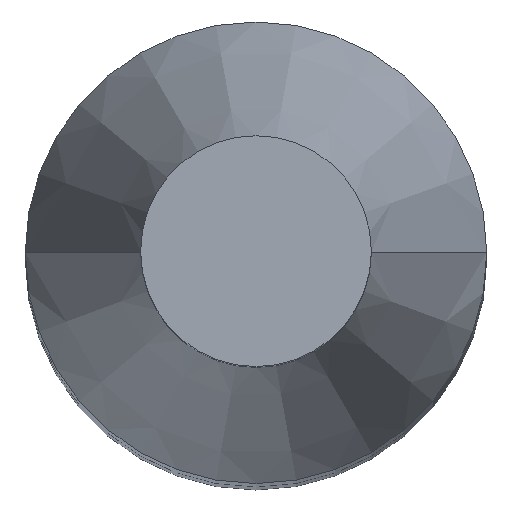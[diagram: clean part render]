
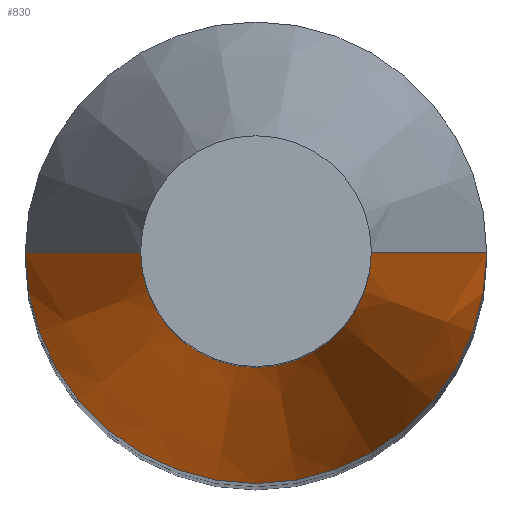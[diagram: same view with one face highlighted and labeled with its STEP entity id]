
A CAD part, top view. The second image highlights one B-rep face of the part: STEP entity #830.
In plain terms, the highlighted conical face has half-angle 15 degrees and reference radius 0.794 mm.
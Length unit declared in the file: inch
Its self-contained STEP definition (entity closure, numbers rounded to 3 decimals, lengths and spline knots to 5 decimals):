
#18 = CARTESIAN_POINT ( 'NONE',  ( -0.03125, 0., -0.135 ) ) ;
#57 = CONICAL_SURFACE ( 'NONE', #775, 0.03125, 0.262 ) ;
#112 = DIRECTION ( 'NONE',  ( 0.259, 0., -0.966 ) ) ;
#166 = CARTESIAN_POINT ( 'NONE',  ( 0., 0., -0.135 ) ) ;
#190 = EDGE_CURVE ( 'NONE', #636, #905, #336, .T. ) ;
#210 = CIRCLE ( 'NONE', #872, 0.03125 ) ;
#237 = DIRECTION ( 'NONE',  ( -0.259, 0., -0.966 ) ) ;
#283 = CARTESIAN_POINT ( 'NONE',  ( 0., 0., -0.25163 ) ) ;
#286 = DIRECTION ( 'NONE',  ( 1., 0., 0. ) ) ;
#336 = LINE ( 'NONE', #348, #385 ) ;
#348 = CARTESIAN_POINT ( 'NONE',  ( 0.03125, 0., -0.135 ) ) ;
#385 = VECTOR ( 'NONE', #112, 39.37008 ) ;
#387 = CIRCLE ( 'NONE', #438, 0.0625 ) ;
#433 = EDGE_CURVE ( 'NONE', #656, #908, #699, .T. ) ;
#438 = AXIS2_PLACEMENT_3D ( 'NONE', #283, #822, #286 ) ;
#441 = CARTESIAN_POINT ( 'NONE',  ( 0.03125, 0., -0.135 ) ) ;
#473 = DIRECTION ( 'NONE',  ( 1., 0., 0. ) ) ;
#493 = EDGE_CURVE ( 'NONE', #656, #636, #210, .T. ) ;
#494 = DIRECTION ( 'NONE',  ( 0., 0., 1. ) ) ;
#541 = ORIENTED_EDGE ( 'NONE', *, *, #493, .F. ) ;
#581 = VECTOR ( 'NONE', #237, 39.37008 ) ;
#583 = CARTESIAN_POINT ( 'NONE',  ( -0.03125, 0., -0.135 ) ) ;
#602 = DIRECTION ( 'NONE',  ( 1., 0., 0. ) ) ;
#603 = ORIENTED_EDGE ( 'NONE', *, *, #725, .T. ) ;
#636 = VERTEX_POINT ( 'NONE', #441 ) ;
#637 = CARTESIAN_POINT ( 'NONE',  ( -0.0625, 0., -0.25163 ) ) ;
#656 = VERTEX_POINT ( 'NONE', #583 ) ;
#699 = LINE ( 'NONE', #18, #581 ) ;
#725 = EDGE_CURVE ( 'NONE', #908, #905, #387, .T. ) ;
#766 = DIRECTION ( 'NONE',  ( 0., 0., -1. ) ) ;
#775 = AXIS2_PLACEMENT_3D ( 'NONE', #851, #766, #602 ) ;
#820 = ORIENTED_EDGE ( 'NONE', *, *, #433, .T. ) ;
#822 = DIRECTION ( 'NONE',  ( 0., 0., 1. ) ) ;
#829 = FACE_OUTER_BOUND ( 'NONE', #924, .T. ) ;
#830 = ADVANCED_FACE ( 'NONE', ( #829 ), #57, .T. ) ;
#842 = CARTESIAN_POINT ( 'NONE',  ( 0.0625, 0., -0.25163 ) ) ;
#851 = CARTESIAN_POINT ( 'NONE',  ( 0., 0., -0.135 ) ) ;
#872 = AXIS2_PLACEMENT_3D ( 'NONE', #166, #494, #473 ) ;
#905 = VERTEX_POINT ( 'NONE', #842 ) ;
#908 = VERTEX_POINT ( 'NONE', #637 ) ;
#918 = ORIENTED_EDGE ( 'NONE', *, *, #190, .F. ) ;
#924 = EDGE_LOOP ( 'NONE', ( #541, #820, #603, #918 ) ) ;
